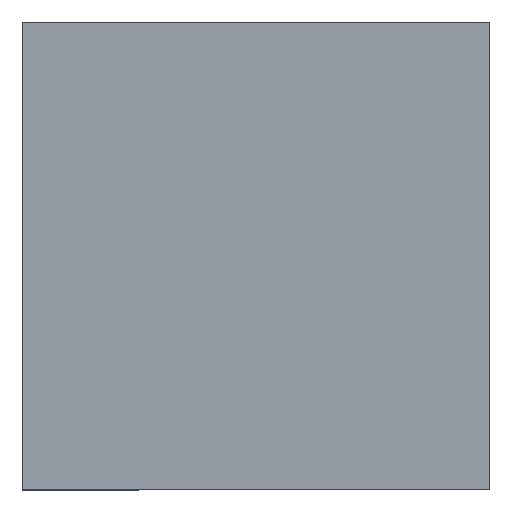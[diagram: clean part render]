
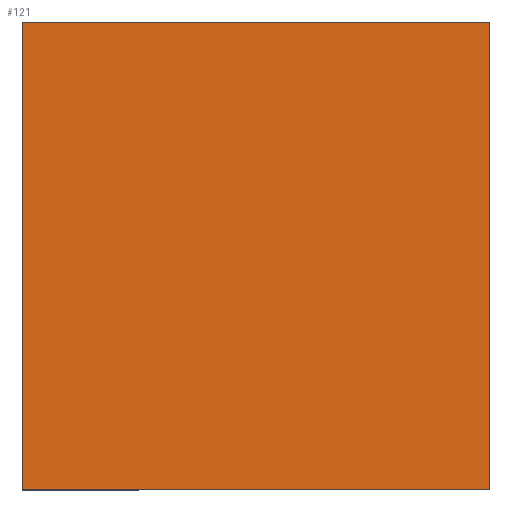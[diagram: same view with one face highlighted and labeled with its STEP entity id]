
A CAD part, top view. The second image highlights one B-rep face of the part: STEP entity #121.
In plain terms, the highlighted planar face has unit normal (0, 0, 1).
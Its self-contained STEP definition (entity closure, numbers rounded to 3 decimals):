
#9 = CARTESIAN_POINT ( 'NONE',  ( -12.5, -12.5, 3. ) ) ;
#10 = DIRECTION ( 'NONE',  ( -1., 0., 0. ) ) ;
#37 = CARTESIAN_POINT ( 'NONE',  ( -12.5, 12.5, 3. ) ) ;
#43 = EDGE_CURVE ( 'NONE', #125, #84, #75, .T. ) ;
#66 = DIRECTION ( 'NONE',  ( 1., 0., 0. ) ) ;
#72 = PLANE ( 'NONE',  #178 ) ;
#75 = LINE ( 'NONE', #110, #187 ) ;
#76 = DIRECTION ( 'NONE',  ( 0., 1., 0. ) ) ;
#84 = VERTEX_POINT ( 'NONE', #201 ) ;
#86 = EDGE_CURVE ( 'NONE', #116, #125, #126, .T. ) ;
#91 = ORIENTED_EDGE ( 'NONE', *, *, #86, .T. ) ;
#92 = VECTOR ( 'NONE', #177, 1000. ) ;
#98 = CARTESIAN_POINT ( 'NONE',  ( -12.5, 12.5, 3. ) ) ;
#103 = FACE_OUTER_BOUND ( 'NONE', #163, .T. ) ;
#104 = EDGE_CURVE ( 'NONE', #84, #120, #218, .T. ) ;
#107 = ORIENTED_EDGE ( 'NONE', *, *, #43, .T. ) ;
#110 = CARTESIAN_POINT ( 'NONE',  ( 12.5, 12.5, 3. ) ) ;
#116 = VERTEX_POINT ( 'NONE', #9 ) ;
#120 = VERTEX_POINT ( 'NONE', #37 ) ;
#121 = ADVANCED_FACE ( 'NONE', ( #103 ), #72, .F. ) ;
#125 = VERTEX_POINT ( 'NONE', #138 ) ;
#126 = LINE ( 'NONE', #153, #193 ) ;
#138 = CARTESIAN_POINT ( 'NONE',  ( 12.5, -12.5, 3. ) ) ;
#139 = DIRECTION ( 'NONE',  ( -1., 0., 0. ) ) ;
#153 = CARTESIAN_POINT ( 'NONE',  ( 12.5, -12.5, 3. ) ) ;
#163 = EDGE_LOOP ( 'NONE', ( #194, #91, #107, #203 ) ) ;
#166 = EDGE_CURVE ( 'NONE', #120, #116, #214, .T. ) ;
#177 = DIRECTION ( 'NONE',  ( 0., -1., 0. ) ) ;
#178 = AXIS2_PLACEMENT_3D ( 'NONE', #219, #180, #10 ) ;
#180 = DIRECTION ( 'NONE',  ( 0., 0., -1. ) ) ;
#182 = VECTOR ( 'NONE', #139, 1000. ) ;
#187 = VECTOR ( 'NONE', #76, 1000. ) ;
#191 = CARTESIAN_POINT ( 'NONE',  ( 12.5, 12.5, 3. ) ) ;
#193 = VECTOR ( 'NONE', #66, 1000. ) ;
#194 = ORIENTED_EDGE ( 'NONE', *, *, #166, .T. ) ;
#201 = CARTESIAN_POINT ( 'NONE',  ( 12.5, 12.5, 3. ) ) ;
#203 = ORIENTED_EDGE ( 'NONE', *, *, #104, .T. ) ;
#214 = LINE ( 'NONE', #98, #92 ) ;
#218 = LINE ( 'NONE', #191, #182 ) ;
#219 = CARTESIAN_POINT ( 'NONE',  ( -12.5, -12.5, 3. ) ) ;
